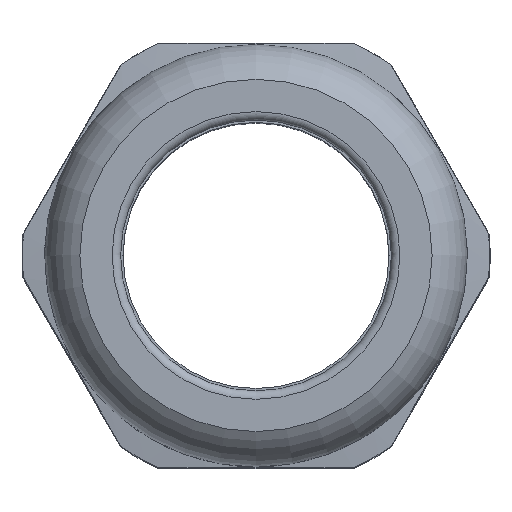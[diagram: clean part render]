
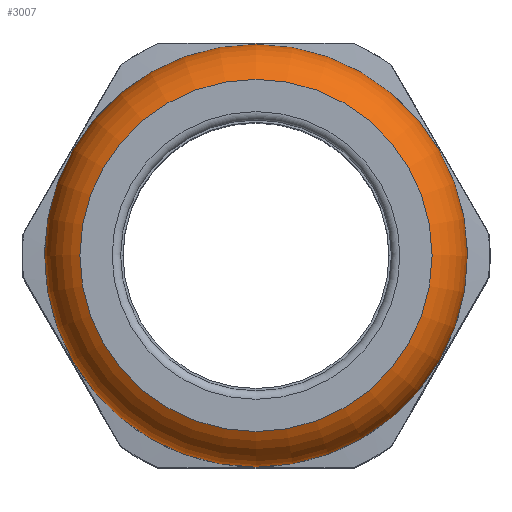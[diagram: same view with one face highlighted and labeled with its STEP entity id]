
A CAD part, top view. The second image highlights one B-rep face of the part: STEP entity #3007.
In plain terms, the highlighted toroidal (fillet/blend) face has major radius 13.855 mm and minor radius 6 mm.
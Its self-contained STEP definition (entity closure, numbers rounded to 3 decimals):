
#3002=TOROIDAL_SURFACE('',#6886,13.855,6.);
#3007=ADVANCED_FACE('',(#3321,#3322),#3002,.T.);
#3321=FACE_BOUND('',#3378,.T.);
#3322=FACE_BOUND('',#3379,.T.);
#3378=EDGE_LOOP('',(#3693));
#3379=EDGE_LOOP('',(#3694));
#3693=ORIENTED_EDGE('',*,*,#5720,.F.);
#3694=ORIENTED_EDGE('',*,*,#5721,.T.);
#5210=VERTEX_POINT('',#8187);
#5211=VERTEX_POINT('',#8189);
#5720=EDGE_CURVE('',#5210,#5210,#6491,.T.);
#5721=EDGE_CURVE('',#5211,#5211,#6492,.T.);
#6491=CIRCLE('',#6884,19.85);
#6492=CIRCLE('',#6885,16.55);
#6884=AXIS2_PLACEMENT_3D('',#8186,#7169,#7170);
#6885=AXIS2_PLACEMENT_3D('',#8188,#7171,#7172);
#6886=AXIS2_PLACEMENT_3D('',#8190,#7173,#7174);
#7169=DIRECTION('',(0.,0.,-1.));
#7170=DIRECTION('',(0.,1.,0.));
#7171=DIRECTION('',(0.,0.,-1.));
#7172=DIRECTION('',(0.,1.,0.));
#7173=DIRECTION('',(0.,0.,-1.));
#7174=DIRECTION('',(0.,-1.,0.));
#8186=CARTESIAN_POINT('',(0.,0.,25.5));
#8187=CARTESIAN_POINT('',(0.,19.85,25.5));
#8188=CARTESIAN_POINT('',(0.,0.,31.1));
#8189=CARTESIAN_POINT('',(0.,16.55,31.1));
#8190=CARTESIAN_POINT('',(0.,0.,25.739));
